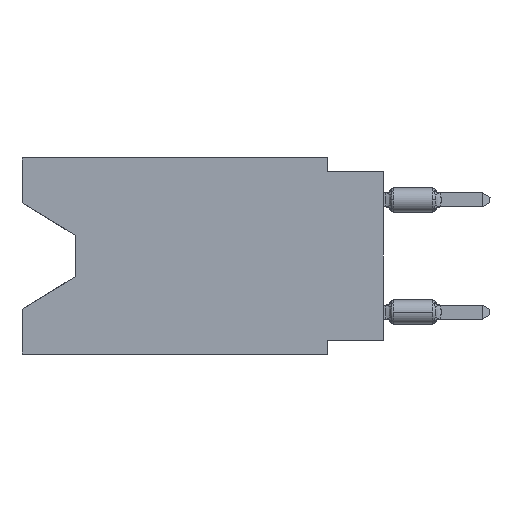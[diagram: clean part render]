
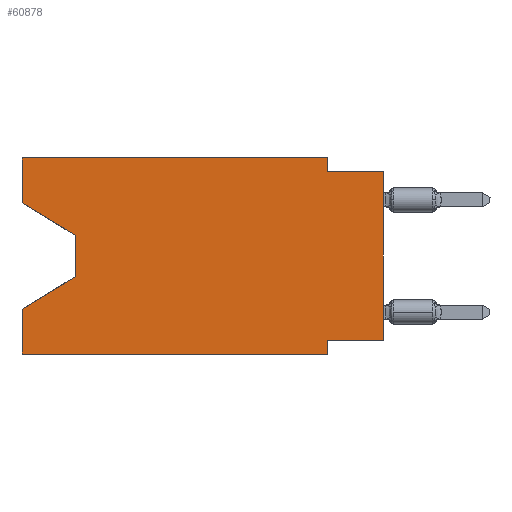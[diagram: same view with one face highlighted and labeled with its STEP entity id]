
A CAD part, left-side view. The second image highlights one B-rep face of the part: STEP entity #60878.
In plain terms, the highlighted planar face has unit normal (-1, 0, 0).
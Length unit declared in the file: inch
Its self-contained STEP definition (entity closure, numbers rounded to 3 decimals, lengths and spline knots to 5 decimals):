
#1200 = LINE ( 'NONE', #27971, #46929 ) ;
#1519 = CARTESIAN_POINT ( 'NONE',  ( 0., 0.1, 0. ) ) ;
#2530 = ORIENTED_EDGE ( 'NONE', *, *, #19560, .T. ) ;
#2999 = LINE ( 'NONE', #52276, #53471 ) ;
#3193 = VECTOR ( 'NONE', #18389, 39.37008 ) ;
#3753 = LINE ( 'NONE', #25499, #18788 ) ;
#3817 = CARTESIAN_POINT ( 'NONE',  ( 0., 0.1, -0.35 ) ) ;
#4290 = CARTESIAN_POINT ( 'NONE',  ( 0., 0.645, 0. ) ) ;
#4559 = CARTESIAN_POINT ( 'NONE',  ( 0., 0.55, -0.138 ) ) ;
#6233 = VECTOR ( 'NONE', #61794, 39.37008 ) ;
#6778 = LINE ( 'NONE', #66018, #28038 ) ;
#7512 = EDGE_CURVE ( 'NONE', #33325, #60992, #32805, .T. ) ;
#9177 = ORIENTED_EDGE ( 'NONE', *, *, #65840, .T. ) ;
#10135 = EDGE_CURVE ( 'NONE', #29493, #49057, #30944, .T. ) ;
#10884 = ORIENTED_EDGE ( 'NONE', *, *, #10135, .F. ) ;
#12865 = VERTEX_POINT ( 'NONE', #30527 ) ;
#12891 = VERTEX_POINT ( 'NONE', #57994 ) ;
#13490 = EDGE_CURVE ( 'NONE', #12891, #16259, #61452, .T. ) ;
#15087 = EDGE_CURVE ( 'NONE', #69887, #12891, #6778, .T. ) ;
#15364 = AXIS2_PLACEMENT_3D ( 'NONE', #42279, #47644, #69727 ) ;
#15476 = CARTESIAN_POINT ( 'NONE',  ( 0., 0.1, -0.025 ) ) ;
#15486 = PLANE ( 'NONE',  #15364 ) ;
#16259 = VERTEX_POINT ( 'NONE', #15476 ) ;
#17884 = ORIENTED_EDGE ( 'NONE', *, *, #48050, .F. ) ;
#18389 = DIRECTION ( 'NONE',  ( 0., 0., -1. ) ) ;
#18788 = VECTOR ( 'NONE', #47304, 39.37008 ) ;
#19560 = EDGE_CURVE ( 'NONE', #62859, #49057, #2999, .T. ) ;
#23901 = DIRECTION ( 'NONE',  ( 0., 1., 0. ) ) ;
#23906 = CARTESIAN_POINT ( 'NONE',  ( 0., 0.645, -0.35 ) ) ;
#24758 = DIRECTION ( 'NONE',  ( 0., -1., 0. ) ) ;
#25168 = CARTESIAN_POINT ( 'NONE',  ( 0., 0., -0.325 ) ) ;
#25392 = ORIENTED_EDGE ( 'NONE', *, *, #15087, .F. ) ;
#25499 = CARTESIAN_POINT ( 'NONE',  ( 0., 0.645, 0. ) ) ;
#25594 = LINE ( 'NONE', #42751, #30209 ) ;
#26301 = LINE ( 'NONE', #37375, #3193 ) ;
#27093 = DIRECTION ( 'NONE',  ( 0., 0., 1. ) ) ;
#27280 = CARTESIAN_POINT ( 'NONE',  ( 0., 0.645, 0. ) ) ;
#27933 = ORIENTED_EDGE ( 'NONE', *, *, #35273, .F. ) ;
#27971 = CARTESIAN_POINT ( 'NONE',  ( 0., 0.55, -0.212 ) ) ;
#28038 = VECTOR ( 'NONE', #39953, 39.37008 ) ;
#29493 = VERTEX_POINT ( 'NONE', #56964 ) ;
#29631 = LINE ( 'NONE', #51420, #55996 ) ;
#30209 = VECTOR ( 'NONE', #68773, 39.37008 ) ;
#30527 = CARTESIAN_POINT ( 'NONE',  ( 0., 0.645, -0.26975 ) ) ;
#30944 = LINE ( 'NONE', #3817, #53772 ) ;
#32805 = LINE ( 'NONE', #64910, #52346 ) ;
#33325 = VERTEX_POINT ( 'NONE', #25168 ) ;
#35273 = EDGE_CURVE ( 'NONE', #68179, #69887, #3753, .T. ) ;
#37375 = CARTESIAN_POINT ( 'NONE',  ( 0., 0.55, -0.138 ) ) ;
#37458 = EDGE_CURVE ( 'NONE', #68179, #67022, #25594, .T. ) ;
#38059 = ORIENTED_EDGE ( 'NONE', *, *, #37458, .T. ) ;
#39883 = ORIENTED_EDGE ( 'NONE', *, *, #41352, .F. ) ;
#39953 = DIRECTION ( 'NONE',  ( 0., -1., 0. ) ) ;
#41173 = EDGE_LOOP ( 'NONE', ( #38059, #9177, #42093, #65172, #2530, #10884, #39883, #49827, #17884, #41683, #25392, #27933 ) ) ;
#41352 = EDGE_CURVE ( 'NONE', #33325, #29493, #29631, .T. ) ;
#41683 = ORIENTED_EDGE ( 'NONE', *, *, #13490, .F. ) ;
#42093 = ORIENTED_EDGE ( 'NONE', *, *, #60103, .T. ) ;
#42279 = CARTESIAN_POINT ( 'NONE',  ( 0., 0.645, 0. ) ) ;
#42751 = CARTESIAN_POINT ( 'NONE',  ( 0., 0.645, -0.08025 ) ) ;
#44044 = DIRECTION ( 'NONE',  ( 0., 0., 1. ) ) ;
#46929 = VECTOR ( 'NONE', #49764, 39.37008 ) ;
#46940 = FACE_OUTER_BOUND ( 'NONE', #41173, .T. ) ;
#47272 = LINE ( 'NONE', #69008, #47429 ) ;
#47304 = DIRECTION ( 'NONE',  ( 0., 0., 1. ) ) ;
#47429 = VECTOR ( 'NONE', #57610, 39.37008 ) ;
#47644 = DIRECTION ( 'NONE',  ( 1., 0., 0. ) ) ;
#48050 = EDGE_CURVE ( 'NONE', #16259, #60992, #47272, .T. ) ;
#49057 = VERTEX_POINT ( 'NONE', #63883 ) ;
#49764 = DIRECTION ( 'NONE',  ( 0., 0.855, -0.519 ) ) ;
#49827 = ORIENTED_EDGE ( 'NONE', *, *, #7512, .T. ) ;
#50107 = CARTESIAN_POINT ( 'NONE',  ( 0., 0., -0.025 ) ) ;
#51420 = CARTESIAN_POINT ( 'NONE',  ( 0., 0., -0.325 ) ) ;
#52276 = CARTESIAN_POINT ( 'NONE',  ( 0., 0.645, -0.35 ) ) ;
#52346 = VECTOR ( 'NONE', #27093, 39.37008 ) ;
#53471 = VECTOR ( 'NONE', #24758, 39.37008 ) ;
#53772 = VECTOR ( 'NONE', #69112, 39.37008 ) ;
#55996 = VECTOR ( 'NONE', #23901, 39.37008 ) ;
#56964 = CARTESIAN_POINT ( 'NONE',  ( 0., 0.1, -0.325 ) ) ;
#57610 = DIRECTION ( 'NONE',  ( 0., -1., 0. ) ) ;
#57994 = CARTESIAN_POINT ( 'NONE',  ( 0., 0.1, 0. ) ) ;
#59872 = VECTOR ( 'NONE', #44044, 39.37008 ) ;
#60103 = EDGE_CURVE ( 'NONE', #64350, #12865, #1200, .T. ) ;
#60878 = ADVANCED_FACE ( 'NONE', ( #46940 ), #15486, .F. ) ;
#60987 = EDGE_CURVE ( 'NONE', #62859, #12865, #65091, .T. ) ;
#60992 = VERTEX_POINT ( 'NONE', #50107 ) ;
#61452 = LINE ( 'NONE', #1519, #6233 ) ;
#61794 = DIRECTION ( 'NONE',  ( 0., 0., -1. ) ) ;
#62464 = CARTESIAN_POINT ( 'NONE',  ( 0., 0.645, -0.08025 ) ) ;
#62859 = VERTEX_POINT ( 'NONE', #23906 ) ;
#63883 = CARTESIAN_POINT ( 'NONE',  ( 0., 0.1, -0.35 ) ) ;
#64350 = VERTEX_POINT ( 'NONE', #70294 ) ;
#64910 = CARTESIAN_POINT ( 'NONE',  ( 0., 0., 0. ) ) ;
#65091 = LINE ( 'NONE', #27280, #59872 ) ;
#65172 = ORIENTED_EDGE ( 'NONE', *, *, #60987, .F. ) ;
#65840 = EDGE_CURVE ( 'NONE', #67022, #64350, #26301, .T. ) ;
#66018 = CARTESIAN_POINT ( 'NONE',  ( 0., 0.645, 0. ) ) ;
#67022 = VERTEX_POINT ( 'NONE', #4559 ) ;
#68179 = VERTEX_POINT ( 'NONE', #62464 ) ;
#68773 = DIRECTION ( 'NONE',  ( 0., -0.855, -0.519 ) ) ;
#69008 = CARTESIAN_POINT ( 'NONE',  ( 0., 0., -0.025 ) ) ;
#69112 = DIRECTION ( 'NONE',  ( 0., 0., -1. ) ) ;
#69727 = DIRECTION ( 'NONE',  ( 0., 0., -1. ) ) ;
#69887 = VERTEX_POINT ( 'NONE', #4290 ) ;
#70294 = CARTESIAN_POINT ( 'NONE',  ( 0., 0.55, -0.212 ) ) ;
